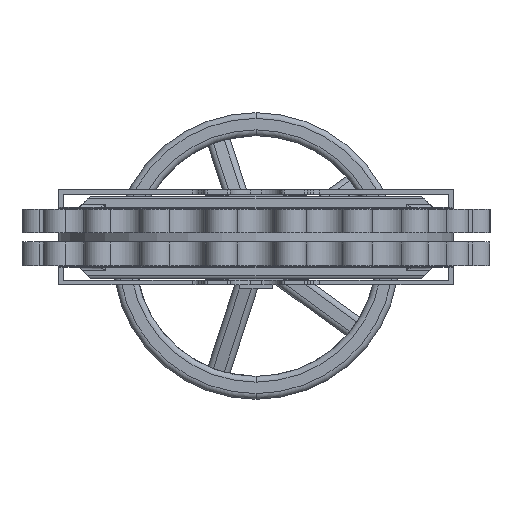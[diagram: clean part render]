
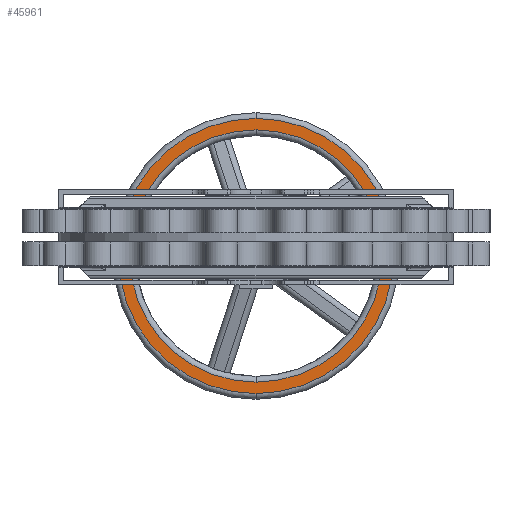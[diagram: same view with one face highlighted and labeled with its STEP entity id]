
A CAD part, front view. The second image highlights one B-rep face of the part: STEP entity #45961.
In plain terms, the highlighted planar face has unit normal (0, -1, 0).
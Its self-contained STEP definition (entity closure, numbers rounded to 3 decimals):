
#4713 = CARTESIAN_POINT ( 'NONE',  ( 0., 1463.5, -223. ) ) ;
#6899 = PLANE ( 'NONE',  #55181 ) ;
#10122 = EDGE_CURVE ( 'NONE', #19472, #29905, #67009, .T. ) ;
#12021 = ORIENTED_EDGE ( 'NONE', *, *, #45579, .T. ) ;
#13908 = AXIS2_PLACEMENT_3D ( 'NONE', #22228, #63022, #68088 ) ;
#17918 = DIRECTION ( 'NONE',  ( 0., 0., 1. ) ) ;
#18086 = ORIENTED_EDGE ( 'NONE', *, *, #10122, .T. ) ;
#18645 = DIRECTION ( 'NONE',  ( 0., -1., 0. ) ) ;
#19173 = DIRECTION ( 'NONE',  ( 0., 0., 1. ) ) ;
#19472 = VERTEX_POINT ( 'NONE', #23907 ) ;
#21235 = CIRCLE ( 'NONE', #57591, 240. ) ;
#22228 = CARTESIAN_POINT ( 'NONE',  ( 0., 1463.5, 17. ) ) ;
#22625 = VERTEX_POINT ( 'NONE', #49660 ) ;
#23873 = AXIS2_PLACEMENT_3D ( 'NONE', #64212, #18645, #24348 ) ;
#23907 = CARTESIAN_POINT ( 'NONE',  ( 0., 1463.5, 237. ) ) ;
#24150 = ORIENTED_EDGE ( 'NONE', *, *, #45727, .T. ) ;
#24348 = DIRECTION ( 'NONE',  ( 0., 0., 1. ) ) ;
#28082 = EDGE_LOOP ( 'NONE', ( #18086, #12021 ) ) ;
#29905 = VERTEX_POINT ( 'NONE', #40117 ) ;
#29920 = CARTESIAN_POINT ( 'NONE',  ( 0., 1463.5, 17. ) ) ;
#29934 = CARTESIAN_POINT ( 'NONE',  ( 0., 1463.5, 17. ) ) ;
#32285 = EDGE_CURVE ( 'NONE', #22625, #42094, #55989, .T. ) ;
#34907 = CARTESIAN_POINT ( 'NONE',  ( 0., 1463.5, 17. ) ) ;
#38576 = ORIENTED_EDGE ( 'NONE', *, *, #32285, .T. ) ;
#39956 = FACE_BOUND ( 'NONE', #28082, .T. ) ;
#40117 = CARTESIAN_POINT ( 'NONE',  ( 0., 1463.5, -203. ) ) ;
#42094 = VERTEX_POINT ( 'NONE', #4713 ) ;
#42253 = AXIS2_PLACEMENT_3D ( 'NONE', #29934, #58511, #19173 ) ;
#42662 = CIRCLE ( 'NONE', #13908, 220. ) ;
#45579 = EDGE_CURVE ( 'NONE', #29905, #19472, #42662, .T. ) ;
#45727 = EDGE_CURVE ( 'NONE', #42094, #22625, #21235, .T. ) ;
#45961 = ADVANCED_FACE ( 'NONE', ( #39956, #72266 ), #6899, .F. ) ;
#46922 = DIRECTION ( 'NONE',  ( 0., 1., 0. ) ) ;
#49660 = CARTESIAN_POINT ( 'NONE',  ( 0., 1463.5, 257. ) ) ;
#53228 = DIRECTION ( 'NONE',  ( 0., -1., 0. ) ) ;
#55181 = AXIS2_PLACEMENT_3D ( 'NONE', #34907, #46922, #17918 ) ;
#55989 = CIRCLE ( 'NONE', #23873, 240. ) ;
#57591 = AXIS2_PLACEMENT_3D ( 'NONE', #29920, #53228, #57773 ) ;
#57773 = DIRECTION ( 'NONE',  ( 0., 0., 1. ) ) ;
#58511 = DIRECTION ( 'NONE',  ( 0., 1., 0. ) ) ;
#59537 = EDGE_LOOP ( 'NONE', ( #38576, #24150 ) ) ;
#63022 = DIRECTION ( 'NONE',  ( 0., 1., 0. ) ) ;
#64212 = CARTESIAN_POINT ( 'NONE',  ( 0., 1463.5, 17. ) ) ;
#67009 = CIRCLE ( 'NONE', #42253, 220. ) ;
#68088 = DIRECTION ( 'NONE',  ( 0., 0., 1. ) ) ;
#72266 = FACE_OUTER_BOUND ( 'NONE', #59537, .T. ) ;
